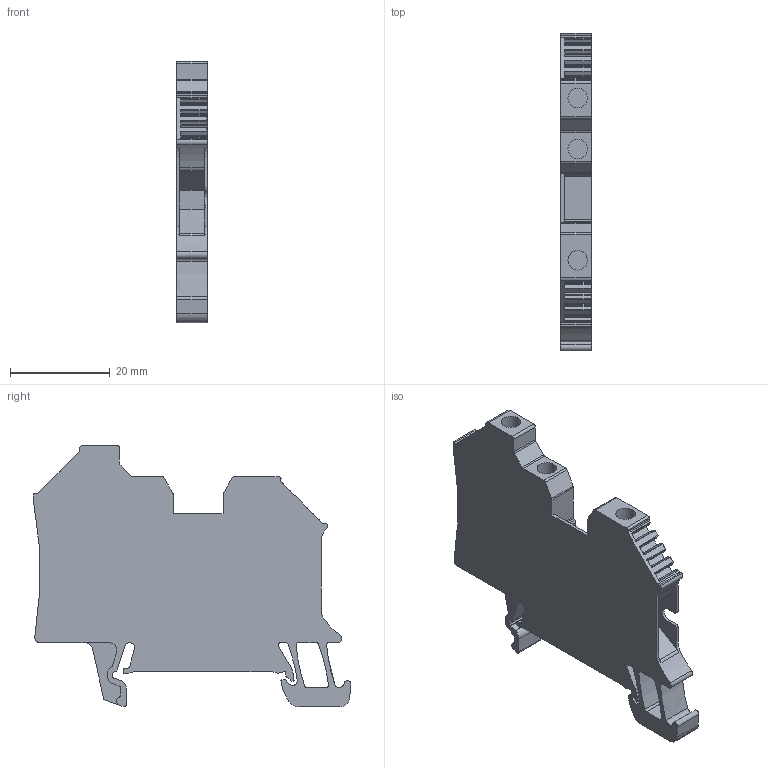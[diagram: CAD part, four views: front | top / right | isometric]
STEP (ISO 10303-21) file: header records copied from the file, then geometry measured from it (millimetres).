
FILE_DESCRIPTION(('CATIA V5 STEP Exchange','CAx-IF Rec.Pracs.--- Model Styling and Organization---1.4--- 2014-01-23'),'2;1');
FILE_NAME ('D1458841_0', '2020-02-13T10:58:51+00:00', ('none'), ('Weidmueller'), 'CATIA Version 5-6 Release 2016 SP3 HF44', 'CATIA V5 STEP AP214', 'none');
FILE_SCHEMA(('AUTOMOTIVE_DESIGN { 1 0 10303 214 1 1 1 1 }'));
Length unit declared in the file: millimetre
Products named in the file (1): 1905140000_WDU_4-ZR
Bounding box: 6.1 x 63.74 x 52.55 mm (x, y, z)
Volume: 9987.7 mm3; surface area: 7474.1 mm2
Topology: 1 solids, 1 shells, 412 faces, 1285 edges, 878 vertices
Faces by surface type: plane 198, cylinder 142, extrusion 72
Entity records: 14316 total; most frequent: CARTESIAN_POINT 3384, ORIENTED_EDGE 2570, DIRECTION 1748, EDGE_CURVE 1285, VERTEX_POINT 878, VECTOR 842, LINE 770, AXIS2_PLACEMENT_3D 606
